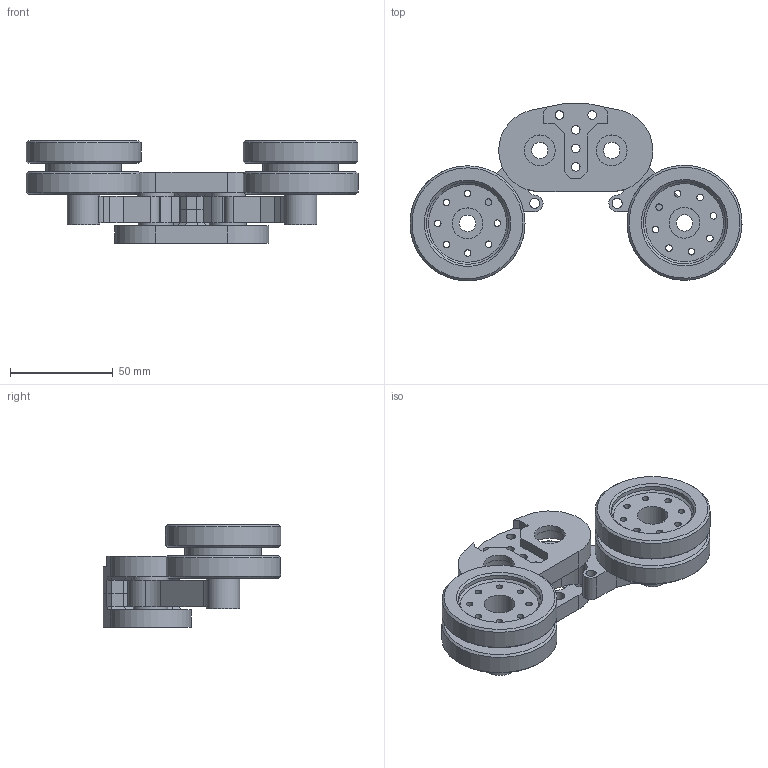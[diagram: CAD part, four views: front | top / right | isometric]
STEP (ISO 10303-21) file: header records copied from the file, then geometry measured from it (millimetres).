
FILE_DESCRIPTION(/* description */ (''),/* implementation_level */ '2;1');
FILE_NAME(/* name */ '',/* time_stamp */ '2025-08-28T20:45:43+08:00',/* author */ ('Piw'),/* organization */ (''),/* preprocessor_version */ 'ST-DEVELOPER v20',/* originating_system */ 'Autodesk Inventor 2025',/* authorisation */ '');
FILE_SCHEMA (('AUTOMOTIVE_DESIGN { 1 0 10303 214 3 1 1 }'));
Length unit declared in the file: millimetre
Products named in the file (6): 悬架; 悬臂架; 悬臂架_1; 摇臂; 内轮; 内轮_1
Assembly tree (8 placements, depth 2):
  悬架
    悬臂架
    摇臂  x2
    悬臂架_1
    内轮  x2
    内轮_1  x2
Bounding box: 161.65 x 86.5 x 49.95 mm (x, y, z)
Volume: 156325.1 mm3; surface area: 66930.2 mm2
Topology: 8 solids, 8 shells, 336 faces, 769 edges, 504 vertices
Faces by surface type: plane 169, cylinder 151, cone 16
Full cylindrical faces by diameter (mm): 3.2 x32, 4.2 x18, 4.95 x2, 6 x16, 6.5 x21, 8 x4, 15 x6, 16 x2, 17 x2, 18 x4, 22 x6, 37 x2, 39 x2, 40 x2, 46 x4, 56 x4
Entity records: 7437 total; most frequent: DIRECTION 1316, CARTESIAN_POINT 1200, ORIENTED_EDGE 1138, EDGE_CURVE 569, AXIS2_PLACEMENT_3D 487, VERTEX_POINT 371, EDGE_LOOP 370, LINE 342
